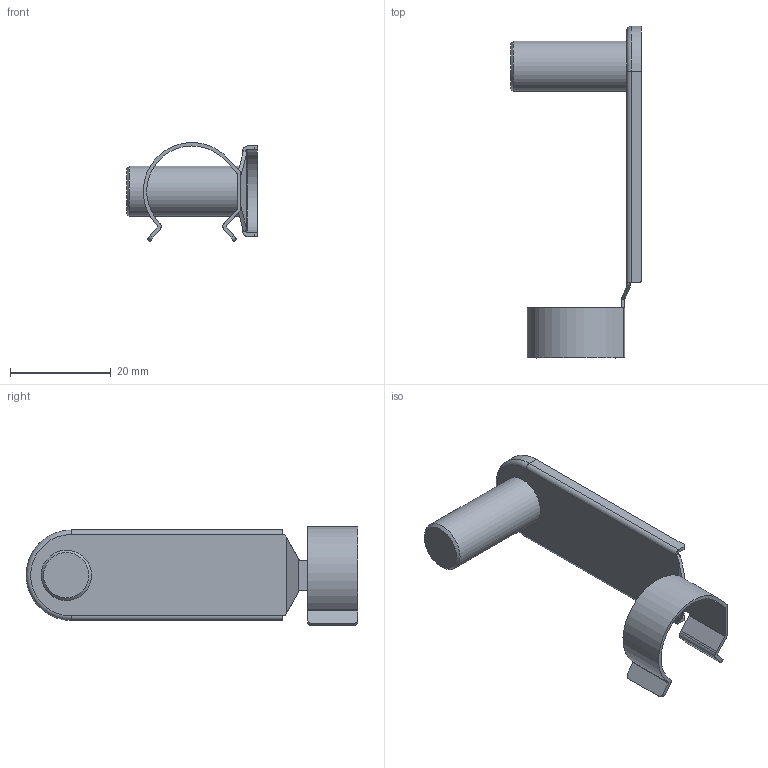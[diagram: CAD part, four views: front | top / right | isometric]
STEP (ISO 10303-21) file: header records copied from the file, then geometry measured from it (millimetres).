
FILE_DESCRIPTION (( 'STEP AP214' ), '1' );
FILE_NAME ('76.05.01.0009.step', '2021-04-02T18:07:05', ( '' ), ( '' ), 'SwSTEP 2.0', 'SolidWorks 2021', '' );
FILE_SCHEMA (( 'AUTOMOTIVE_DESIGN' ));
Length unit declared in the file: millimetre
Products named in the file (1): 76.05.01.0009
Bounding box: 26 x 66 x 19.7 mm (x, y, z)
Volume: 2985.5 mm3; surface area: 4250.1 mm2
Topology: 1 solids, 1 shells, 66 faces, 181 edges, 118 vertices
Faces by surface type: plane 33, cylinder 30, torus 2, cone 1
Full cylindrical faces by diameter (mm): 10 x1
Entity records: 2113 total; most frequent: CARTESIAN_POINT 386, DIRECTION 361, ORIENTED_EDGE 356, EDGE_CURVE 178, AXIS2_PLACEMENT_3D 124, VERTEX_POINT 117, LINE 113, VECTOR 113
